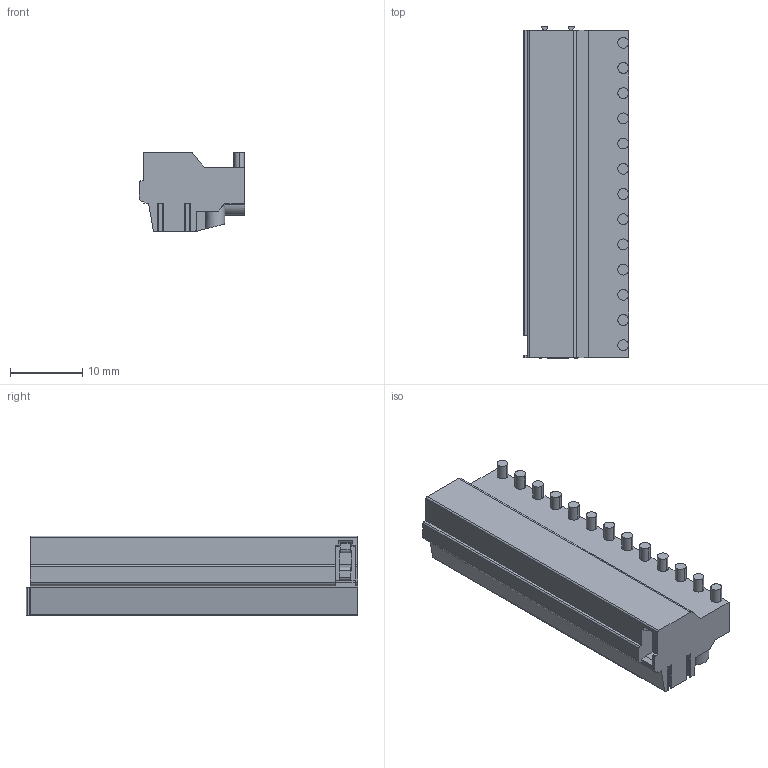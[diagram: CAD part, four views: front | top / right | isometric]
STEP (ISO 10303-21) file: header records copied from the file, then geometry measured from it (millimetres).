
FILE_DESCRIPTION((''),'2;1');
FILE_NAME('TL008T-HA','2024-11-15T14:02:21',('sheji'),(''),'CREO PARAMETRIC BY PTC INC, 2018100','CREO PARAMETRIC BY PTC INC, 2018100','');
FILE_SCHEMA(('CONFIG_CONTROL_DESIGN'));
Length unit declared in the file: millimetre
Products named in the file (1): TL008T-HA
Bounding box: 14.6 x 46.08 x 11.1 mm (x, y, z)
Volume: 5459.9 mm3; surface area: 3472 mm2
Topology: 1 solids, 1 shells, 721 faces, 1982 edges, 1315 vertices
Faces by surface type: plane 494, cylinder 227
Entity records: 23826 total; most frequent: CARTESIAN_POINT 5246, ORIENTED_EDGE 3964, DIRECTION 3737, EDGE_CURVE 1982, VECTOR 1387, LINE 1387, VERTEX_POINT 1315, AXIS2_PLACEMENT_3D 1175
